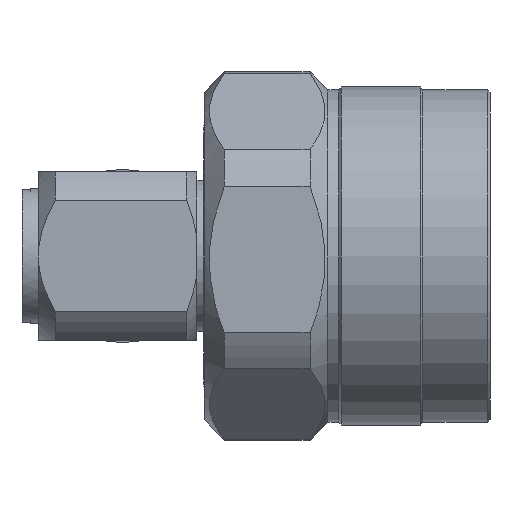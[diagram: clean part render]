
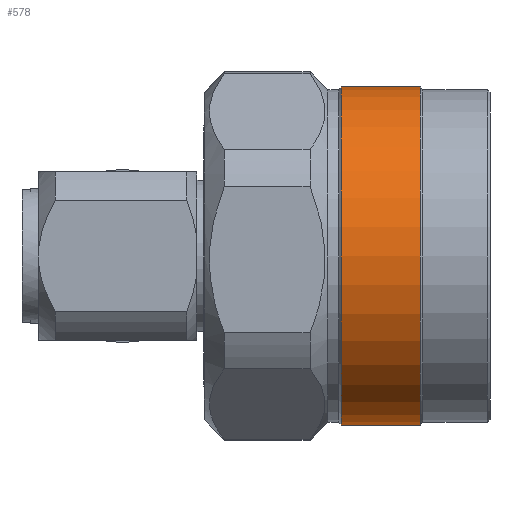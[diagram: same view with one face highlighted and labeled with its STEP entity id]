
A CAD part, left-side view. The second image highlights one B-rep face of the part: STEP entity #578.
In plain terms, the highlighted cylindrical face has radius 10.05 mm (diameter 20.1 mm), a partial arc.
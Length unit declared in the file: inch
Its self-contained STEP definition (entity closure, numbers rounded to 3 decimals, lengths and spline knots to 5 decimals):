
#229 = DIRECTION ( 'NONE',  ( 0., -1., 0. ) ) ;
#284 = CARTESIAN_POINT ( 'NONE',  ( 0., -1.42023, 0.39567 ) ) ;
#399 = CARTESIAN_POINT ( 'NONE',  ( 0., -1.42023, -0.39567 ) ) ;
#444 = EDGE_CURVE ( 'NONE', #1745, #5289, #6199, .T. ) ;
#460 = DIRECTION ( 'NONE',  ( 0., 0., -1. ) ) ;
#578 = ADVANCED_FACE ( 'NONE', ( #2101 ), #3641, .T. ) ;
#598 = CARTESIAN_POINT ( 'NONE',  ( 0., -0.34843, -0.39567 ) ) ;
#696 = VERTEX_POINT ( 'NONE', #5705 ) ;
#791 = AXIS2_PLACEMENT_3D ( 'NONE', #930, #4310, #460 ) ;
#835 = EDGE_CURVE ( 'NONE', #6118, #696, #4502, .T. ) ;
#930 = CARTESIAN_POINT ( 'NONE',  ( 0., -0.16339, 0. ) ) ;
#1154 = ORIENTED_EDGE ( 'NONE', *, *, #835, .F. ) ;
#1201 = ORIENTED_EDGE ( 'NONE', *, *, #4231, .T. ) ;
#1314 = EDGE_LOOP ( 'NONE', ( #1154, #1201, #4103, #5798 ) ) ;
#1616 = CARTESIAN_POINT ( 'NONE',  ( 0., -0.34843, 0.39567 ) ) ;
#1745 = VERTEX_POINT ( 'NONE', #1616 ) ;
#1935 = LINE ( 'NONE', #399, #2448 ) ;
#1961 = VECTOR ( 'NONE', #6134, 39.37008 ) ;
#2035 = CARTESIAN_POINT ( 'NONE',  ( 0., -0.34843, 0. ) ) ;
#2101 = FACE_OUTER_BOUND ( 'NONE', #1314, .T. ) ;
#2325 = DIRECTION ( 'NONE',  ( 0., -1., 0. ) ) ;
#2448 = VECTOR ( 'NONE', #2325, 39.37008 ) ;
#2663 = CARTESIAN_POINT ( 'NONE',  ( 0., -1.42023, 0. ) ) ;
#2685 = LINE ( 'NONE', #284, #1961 ) ;
#2872 = AXIS2_PLACEMENT_3D ( 'NONE', #2663, #229, #6046 ) ;
#2914 = DIRECTION ( 'NONE',  ( 0., 0., -1. ) ) ;
#3405 = EDGE_CURVE ( 'NONE', #696, #5289, #1935, .T. ) ;
#3462 = AXIS2_PLACEMENT_3D ( 'NONE', #2035, #5297, #2914 ) ;
#3641 = CYLINDRICAL_SURFACE ( 'NONE', #2872, 0.39567 ) ;
#4103 = ORIENTED_EDGE ( 'NONE', *, *, #444, .T. ) ;
#4231 = EDGE_CURVE ( 'NONE', #6118, #1745, #2685, .T. ) ;
#4310 = DIRECTION ( 'NONE',  ( 0., 1., 0. ) ) ;
#4502 = CIRCLE ( 'NONE', #791, 0.39567 ) ;
#5289 = VERTEX_POINT ( 'NONE', #598 ) ;
#5297 = DIRECTION ( 'NONE',  ( 0., 1., 0. ) ) ;
#5639 = CARTESIAN_POINT ( 'NONE',  ( 0., -0.16339, 0.39567 ) ) ;
#5705 = CARTESIAN_POINT ( 'NONE',  ( 0., -0.16339, -0.39567 ) ) ;
#5798 = ORIENTED_EDGE ( 'NONE', *, *, #3405, .F. ) ;
#6046 = DIRECTION ( 'NONE',  ( 0., 0., -1. ) ) ;
#6118 = VERTEX_POINT ( 'NONE', #5639 ) ;
#6134 = DIRECTION ( 'NONE',  ( 0., -1., 0. ) ) ;
#6199 = CIRCLE ( 'NONE', #3462, 0.39567 ) ;
